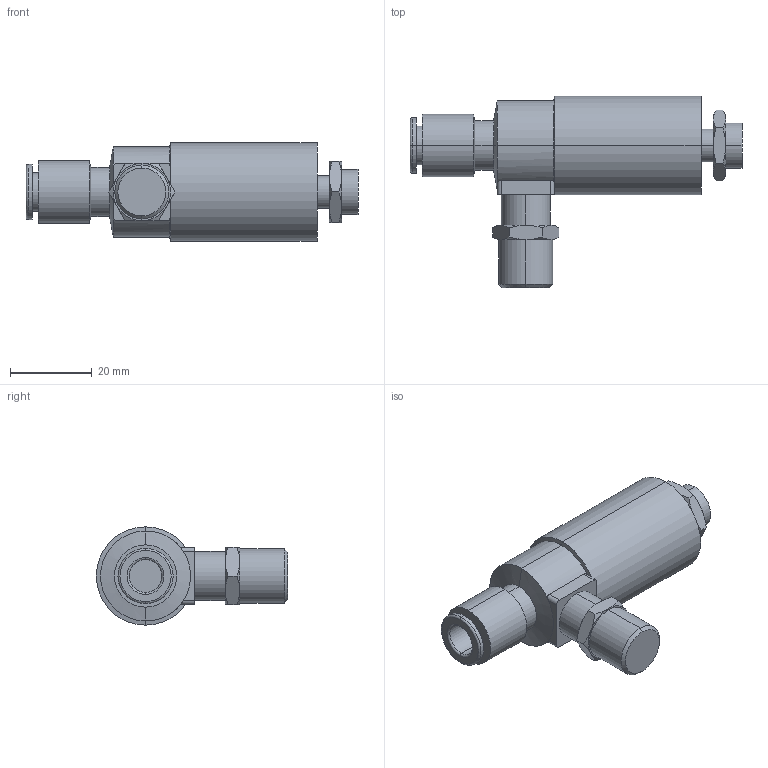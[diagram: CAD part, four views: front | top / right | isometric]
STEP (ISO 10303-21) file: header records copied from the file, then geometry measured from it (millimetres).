
FILE_DESCRIPTION (( 'STEP AP214' ), '1' );
FILE_NAME ('ASV410F-02-08S.step.step', '2015-12-16T21:27:12', ( 'Windows User' ), ( '' ), 'SwSTEP 2.0', 'SolidWorks 2016', '' );
FILE_SCHEMA (( 'AUTOMOTIVE_DESIGN' ));
Length unit declared in the file: millimetre
Products named in the file (2): ASV410F-02-08S.step; ASV410F-02-08S.step_ASV3061 Large Body_4-02-08
Assembly tree (1 placements, depth 2):
  ASV410F-02-08S.step
    ASV410F-02-08S.step_ASV3061 Large Body_4-02-08
Bounding box: 81.1 x 46.7 x 24 mm (x, y, z)
Volume: 28409.5 mm3; surface area: 7948.1 mm2
Topology: 1 solids, 1 shells, 93 faces, 211 edges, 129 vertices
Faces by surface type: cone 33, plane 29, cylinder 27, torus 4
Entity records: 3158 total; most frequent: CARTESIAN_POINT 769, DIRECTION 439, ORIENTED_EDGE 422, EDGE_CURVE 211, AXIS2_PLACEMENT_3D 185, VERTEX_POINT 129, EDGE_LOOP 102, ADVANCED_FACE 93
